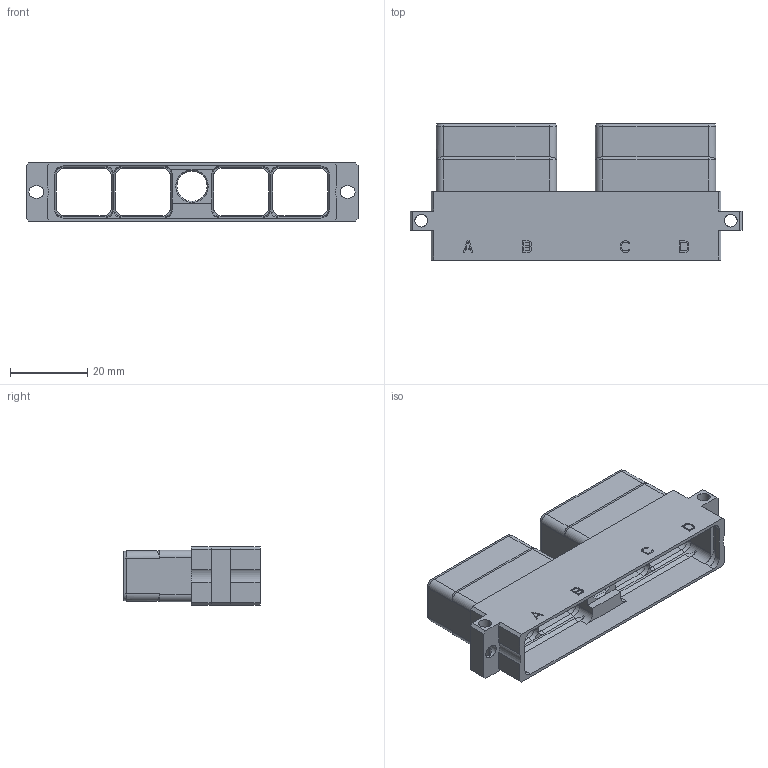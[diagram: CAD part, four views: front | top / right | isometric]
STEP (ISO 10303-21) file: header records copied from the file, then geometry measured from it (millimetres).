
FILE_DESCRIPTION((''),'2;1');
FILE_NAME('SIM3N82N','2020-08-19T',('presta_be4'),(''),'CREO PARAMETRIC BY PTC INC, 2018360','CREO PARAMETRIC BY PTC INC, 2018360','');
FILE_SCHEMA(('CONFIG_CONTROL_DESIGN'));
Length unit declared in the file: millimetre
Products named in the file (1): SIM3N82N
Bounding box: 85.83 x 35.24 x 15.11 mm (x, y, z)
Volume: 7451.9 mm3; surface area: 14707.5 mm2
Topology: 1 solids, 1 shells, 668 faces, 1853 edges, 1198 vertices
Faces by surface type: plane 531, cylinder 95, cone 42
Entity records: 21231 total; most frequent: CARTESIAN_POINT 4022, ORIENTED_EDGE 3706, DIRECTION 3347, EDGE_CURVE 1853, VECTOR 1589, LINE 1589, VERTEX_POINT 1198, AXIS2_PLACEMENT_3D 879
